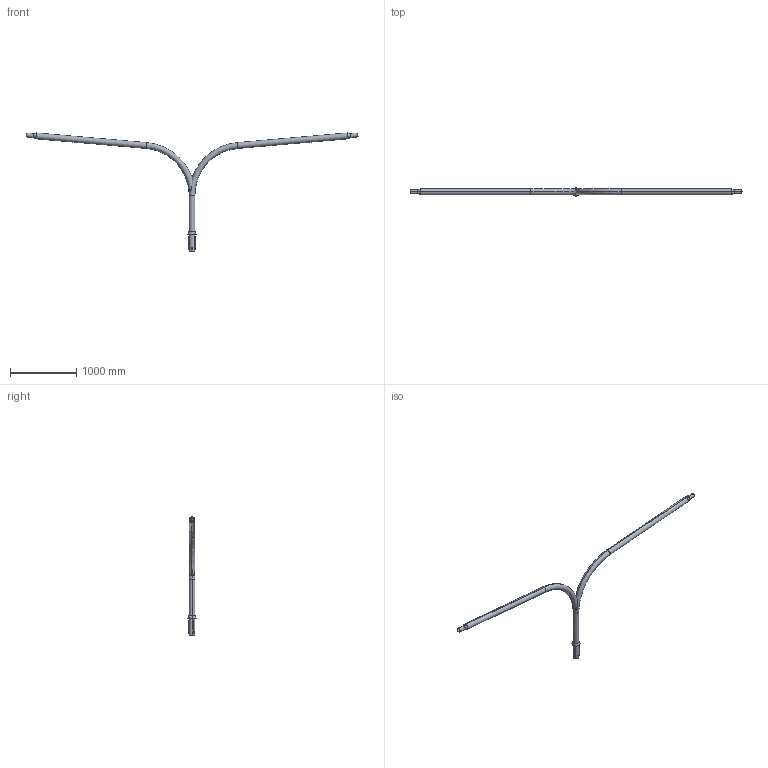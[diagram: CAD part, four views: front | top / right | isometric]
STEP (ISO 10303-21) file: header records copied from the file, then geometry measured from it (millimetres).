
FILE_DESCRIPTION (( 'STEP AP214' ), '1' );
FILE_NAME ('130550KXXX T325BO 4608271 T-OLAKEVARSI_3D.step', '2022-05-28T14:38:33', ( '' ), ( '' ), 'SwSTEP 2.0', 'SolidWorks 2021', '' );
FILE_SCHEMA (( 'AUTOMOTIVE_DESIGN' ));
Length unit declared in the file: millimetre
Products named in the file (5): 130550KXXX T325BO 4608271 T-OLAKEVARSI_3D; SOVITERENGAS OLAKEVARSI_SOVITERENGAS D89-D114; OLAKE T-VARREN LYHYEMPI AIHIO_T325BO; OLAKEVARREN LATTA_LATTA 3X7,5X200; OLAKE T-VARREN PIDEMPI AIHIO_T325BO
Assembly tree (6 placements, depth 2):
  130550KXXX T325BO 4608271 T-OLAKEVARSI_3D
    OLAKE T-VARREN PIDEMPI AIHIO_T325BO
    OLAKE T-VARREN LYHYEMPI AIHIO_T325BO
    SOVITERENGAS OLAKEVARSI_SOVITERENGAS D89-D114
    OLAKEVARREN LATTA_LATTA 3X7,5X200  x3
Bounding box: 5005.29 x 123 x 1781.28 mm (x, y, z)
Volume: 5376078 mm3; surface area: 3516154.5 mm2
Topology: 6 solids, 6 shells, 89 faces, 195 edges, 114 vertices
Faces by surface type: cylinder 28, plane 27, torus 19, cone 10, bspline 5
Entity records: 5333 total; most frequent: CARTESIAN_POINT 3400, DIRECTION 404, ORIENTED_EDGE 342, EDGE_CURVE 171, AXIS2_PLACEMENT_3D 169, VERTEX_POINT 98, CIRCLE 88, EDGE_LOOP 81
